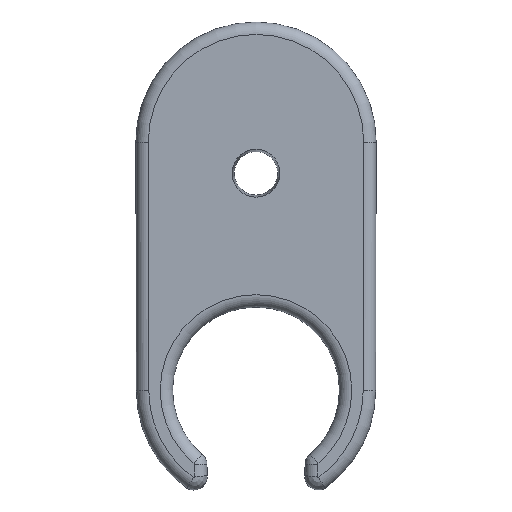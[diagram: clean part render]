
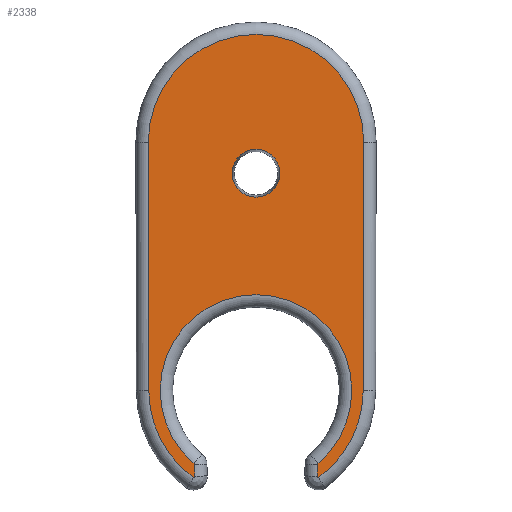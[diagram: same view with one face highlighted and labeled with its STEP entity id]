
A CAD part, top view. The second image highlights one B-rep face of the part: STEP entity #2338.
In plain terms, the highlighted planar face has unit normal (0, 0, 1).
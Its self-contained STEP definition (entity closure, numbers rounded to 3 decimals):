
#19=FACE_BOUND('',#706,.T.);
#179=LINE('',#4407,#350);
#180=LINE('',#4410,#351);
#181=LINE('',#4414,#352);
#182=LINE('',#4420,#353);
#350=VECTOR('',#3098,1000.);
#351=VECTOR('',#3101,1000.);
#352=VECTOR('',#3104,1000.);
#353=VECTOR('',#3109,1000.);
#445=PLANE('',#2584);
#567=FACE_OUTER_BOUND('',#705,.T.);
#705=EDGE_LOOP('',(#1854,#1855,#1856,#1857,#1858,#1859,#1860,#1861,#1862,
#1863,#1864,#1865));
#706=EDGE_LOOP('',(#1866));
#832=CIRCLE('',#2448,34.52);
#837=CIRCLE('',#2453,0.31);
#839=CIRCLE('',#2456,30.86);
#914=CIRCLE('',#2585,0.39);
#915=CIRCLE('',#2586,34.7);
#916=CIRCLE('',#2587,34.52);
#917=CIRCLE('',#2588,0.39);
#918=CIRCLE('',#2589,0.31);
#919=CIRCLE('',#2590,7.7);
#961=VERTEX_POINT('',#3453);
#962=VERTEX_POINT('',#3455);
#967=VERTEX_POINT('',#3531);
#968=VERTEX_POINT('',#3533);
#969=VERTEX_POINT('',#3651);
#1141=VERTEX_POINT('',#4406);
#1142=VERTEX_POINT('',#4409);
#1143=VERTEX_POINT('',#4411);
#1144=VERTEX_POINT('',#4413);
#1145=VERTEX_POINT('',#4415);
#1146=VERTEX_POINT('',#4417);
#1147=VERTEX_POINT('',#4419);
#1148=VERTEX_POINT('',#4422);
#1197=EDGE_CURVE('',#962,#961,#832,.T.);
#1203=EDGE_CURVE('',#968,#967,#837,.T.);
#1207=EDGE_CURVE('',#969,#968,#839,.F.);
#1421=EDGE_CURVE('',#967,#1141,#179,.T.);
#1422=EDGE_CURVE('',#1141,#962,#914,.T.);
#1423=EDGE_CURVE('',#961,#1142,#180,.T.);
#1424=EDGE_CURVE('',#1142,#1143,#915,.T.);
#1425=EDGE_CURVE('',#1143,#1144,#181,.T.);
#1426=EDGE_CURVE('',#1144,#1145,#916,.T.);
#1427=EDGE_CURVE('',#1145,#1146,#917,.T.);
#1428=EDGE_CURVE('',#1146,#1147,#182,.T.);
#1429=EDGE_CURVE('',#1147,#969,#918,.T.);
#1430=EDGE_CURVE('',#1148,#1148,#919,.T.);
#1854=ORIENTED_EDGE('',*,*,#1203,.T.);
#1855=ORIENTED_EDGE('',*,*,#1421,.T.);
#1856=ORIENTED_EDGE('',*,*,#1422,.T.);
#1857=ORIENTED_EDGE('',*,*,#1197,.T.);
#1858=ORIENTED_EDGE('',*,*,#1423,.T.);
#1859=ORIENTED_EDGE('',*,*,#1424,.T.);
#1860=ORIENTED_EDGE('',*,*,#1425,.T.);
#1861=ORIENTED_EDGE('',*,*,#1426,.T.);
#1862=ORIENTED_EDGE('',*,*,#1427,.T.);
#1863=ORIENTED_EDGE('',*,*,#1428,.T.);
#1864=ORIENTED_EDGE('',*,*,#1429,.T.);
#1865=ORIENTED_EDGE('',*,*,#1207,.T.);
#1866=ORIENTED_EDGE('',*,*,#1430,.T.);
#2338=ADVANCED_FACE('',(#567,#19),#445,.T.);
#2448=AXIS2_PLACEMENT_3D('',#3456,#2729,#2730);
#2453=AXIS2_PLACEMENT_3D('',#3534,#2739,#2740);
#2456=AXIS2_PLACEMENT_3D('',#3769,#2745,#2746);
#2584=AXIS2_PLACEMENT_3D('',#4405,#3096,#3097);
#2585=AXIS2_PLACEMENT_3D('',#4408,#3099,#3100);
#2586=AXIS2_PLACEMENT_3D('',#4412,#3102,#3103);
#2587=AXIS2_PLACEMENT_3D('',#4416,#3105,#3106);
#2588=AXIS2_PLACEMENT_3D('',#4418,#3107,#3108);
#2589=AXIS2_PLACEMENT_3D('',#4421,#3110,#3111);
#2590=AXIS2_PLACEMENT_3D('',#4423,#3112,#3113);
#2729=DIRECTION('center_axis',(0.,0.,1.));
#2730=DIRECTION('ref_axis',(0.,1.,0.));
#2739=DIRECTION('center_axis',(0.,0.,1.));
#2740=DIRECTION('ref_axis',(0.,1.,0.));
#2745=DIRECTION('center_axis',(0.,0.,1.));
#2746=DIRECTION('ref_axis',(0.,1.,0.));
#3096=DIRECTION('center_axis',(0.,0.,1.));
#3097=DIRECTION('ref_axis',(0.,1.,0.));
#3098=DIRECTION('',(-0.029,-1.,0.));
#3099=DIRECTION('center_axis',(0.,0.,1.));
#3100=DIRECTION('ref_axis',(0.,1.,0.));
#3101=DIRECTION('',(0.002,1.,0.));
#3102=DIRECTION('center_axis',(0.,0.,1.));
#3103=DIRECTION('ref_axis',(0.,1.,0.));
#3104=DIRECTION('',(0.002,-1.,0.));
#3105=DIRECTION('center_axis',(0.,0.,1.));
#3106=DIRECTION('ref_axis',(0.,1.,0.));
#3107=DIRECTION('center_axis',(0.,0.,1.));
#3108=DIRECTION('ref_axis',(0.,1.,0.));
#3109=DIRECTION('',(-0.029,1.,0.));
#3110=DIRECTION('center_axis',(0.,0.,1.));
#3111=DIRECTION('ref_axis',(0.,1.,0.));
#3112=DIRECTION('center_axis',(0.,0.,-1.));
#3113=DIRECTION('ref_axis',(0.,-1.,0.));
#3453=CARTESIAN_POINT('',(34.52,-0.078,20.));
#3455=CARTESIAN_POINT('',(20.204,-27.99,20.));
#3456=CARTESIAN_POINT('Origin',(0.,0.,
20.));
#3531=CARTESIAN_POINT('',(19.8,-23.801,20.));
#3533=CARTESIAN_POINT('',(19.95,-23.545,20.));
#3534=CARTESIAN_POINT('Origin',(20.11,-23.81,20.));
#3651=CARTESIAN_POINT('',(-19.95,-23.545,20.));
#3769=CARTESIAN_POINT('Origin',(0.,0.,
20.));
#4405=CARTESIAN_POINT('Origin',(20.08,-27.62,20.));
#4406=CARTESIAN_POINT('',(19.69,-27.609,20.));
#4407=CARTESIAN_POINT('',(19.69,-27.609,20.));
#4408=CARTESIAN_POINT('Origin',(20.08,-27.62,20.));
#4409=CARTESIAN_POINT('',(34.7,79.922,20.));
#4410=CARTESIAN_POINT('',(34.7,79.922,20.));
#4411=CARTESIAN_POINT('',(-34.7,79.922,20.));
#4412=CARTESIAN_POINT('Origin',(0.,80.,20.));
#4413=CARTESIAN_POINT('',(-34.52,-0.078,20.));
#4414=CARTESIAN_POINT('',(-34.52,-0.078,20.));
#4415=CARTESIAN_POINT('',(-20.204,-27.99,20.));
#4416=CARTESIAN_POINT('Origin',(0.,0.,
20.));
#4417=CARTESIAN_POINT('',(-19.69,-27.609,20.));
#4418=CARTESIAN_POINT('Origin',(-20.08,-27.62,20.));
#4419=CARTESIAN_POINT('',(-19.8,-23.801,20.));
#4420=CARTESIAN_POINT('',(-19.8,-23.801,20.));
#4421=CARTESIAN_POINT('Origin',(-20.11,-23.81,20.));
#4422=CARTESIAN_POINT('',(0.,62.3,20.));
#4423=CARTESIAN_POINT('Origin',(0.,70.,20.));
